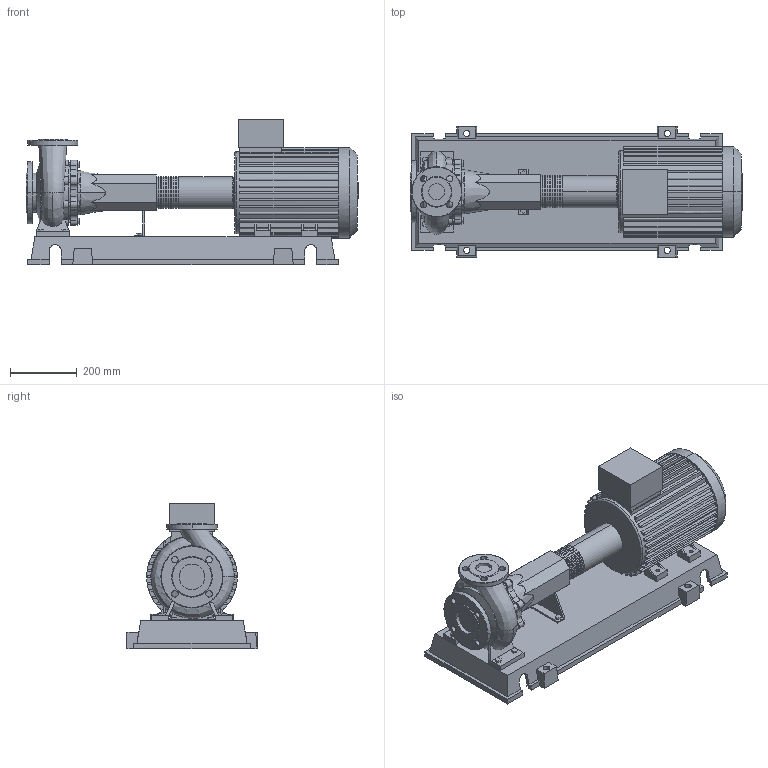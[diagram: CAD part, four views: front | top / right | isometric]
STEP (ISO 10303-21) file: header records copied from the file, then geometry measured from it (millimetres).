
FILE_DESCRIPTION((''),'2;1');
FILE_NAME('3d_NL40_160-5.5-2-12-4108969.stp','2015-03-03T07:07:36',(''),(''),'Mechanical Desktop 2009','Mechanical Desktop 2009',', , ');
FILE_SCHEMA(('CONFIG_CONTROL_DESIGN'));
Length unit declared in the file: millimetre
Products named in the file (1): Product
Bounding box: 994 x 390 x 435 mm (x, y, z)
Volume: 35447009.5 mm3; surface area: 2345168.2 mm2
Topology: 11 solids, 11 shells, 807 faces, 2144 edges, 1409 vertices
Faces by surface type: plane 412, bspline 194, cylinder 187, cone 8, torus 6
Entity records: 29468 total; most frequent: CARTESIAN_POINT 9480, ORIENTED_EDGE 4290, DIRECTION 3915, EDGE_CURVE 2145, VERTEX_POINT 1406, VECTOR 1371, LINE 1371, AXIS2_PLACEMENT_3D 1272
